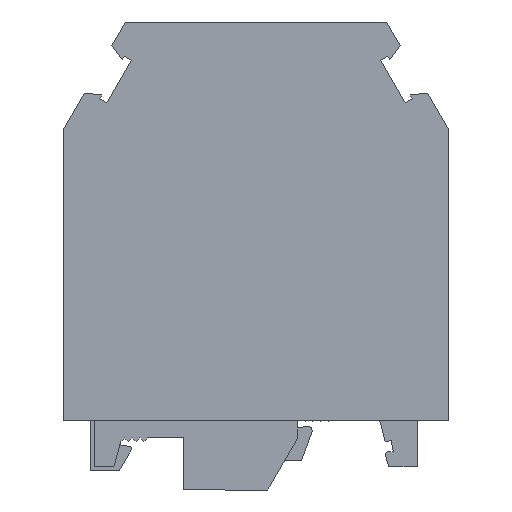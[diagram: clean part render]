
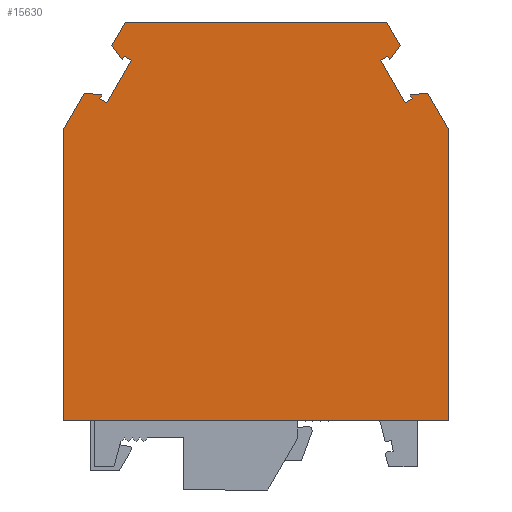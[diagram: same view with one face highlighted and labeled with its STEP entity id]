
A CAD part, left-side view. The second image highlights one B-rep face of the part: STEP entity #15630.
In plain terms, the highlighted face is planar.
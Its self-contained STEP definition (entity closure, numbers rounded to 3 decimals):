
#13610=CARTESIAN_POINT('',(22.339,33.053,-3.2));
#13620=VERTEX_POINT('',#13610);
#13650=CARTESIAN_POINT('',(57.549,-27.932,
-3.2));
#13660=DIRECTION('',(0.5,-0.866,
0.));
#13670=VECTOR('',#13660,1.);
#13680=LINE('',#13650,#13670);
#13690=CARTESIAN_POINT('',(25.,28.444,-3.2));
#13700=VERTEX_POINT('',#13690);
#13710=EDGE_CURVE('',#13620,#13700,#13680,.T.);
#13890=CARTESIAN_POINT('',(-27.809,-27.932,-3.2));
#13900=DIRECTION('',(0.,0.,-1.));
#13910=DIRECTION('',(-1.,0.,0.));
#13920=AXIS2_PLACEMENT_3D('',#13890,#13900,#13910);
#13930=PLANE('',#13920);
#13940=CARTESIAN_POINT('',(-27.809,-9.5,-3.2));
#13950=DIRECTION('',(-1.,0.,0.));
#13960=VECTOR('',#13950,1.);
#13970=LINE('',#13940,#13960);
#13980=CARTESIAN_POINT('',(25.,-9.5,-3.2));
#13990=VERTEX_POINT('',#13980);
#14000=CARTESIAN_POINT('',(-25.,-9.5,-3.2));
#14010=VERTEX_POINT('',#14000);
#14020=EDGE_CURVE('',#13990,#14010,#13970,.T.);
#14030=ORIENTED_EDGE('',*,*,#14020,.T.);
#14040=CARTESIAN_POINT('',(25.,-27.932,-3.2));
#14050=DIRECTION('',(0.,-1.,0.));
#14060=VECTOR('',#14050,1.);
#14070=LINE('',#14040,#14060);
#14080=EDGE_CURVE('',#13700,#13990,#14070,.T.);
#14090=ORIENTED_EDGE('',*,*,#14080,.T.);
#14100=ORIENTED_EDGE('',*,*,#13710,.T.);
#14110=CARTESIAN_POINT('',(-27.809,27.537,-3.2));
#14120=DIRECTION('',(0.994,0.109,
0.));
#14130=VECTOR('',#14120,1.);
#14140=LINE('',#14110,#14130);
#14150=CARTESIAN_POINT('',(20.053,32.802,-3.2));
#14160=VERTEX_POINT('',#14150);
#14170=EDGE_CURVE('',#14160,#13620,#14140,.T.);
#14180=ORIENTED_EDGE('',*,*,#14170,.T.);
#14190=CARTESIAN_POINT('',(55.118,-27.932,
-3.2));
#14200=DIRECTION('',(-0.5,0.866,
0.));
#14210=VECTOR('',#14200,1.);
#14220=LINE('',#14190,#14210);
#14230=CARTESIAN_POINT('',(20.317,32.345,-3.2));
#14240=VERTEX_POINT('',#14230);
#14250=EDGE_CURVE('',#14240,#14160,#14220,.T.);
#14260=ORIENTED_EDGE('',*,*,#14250,.T.);
#14270=CARTESIAN_POINT('',(-27.809,4.559,-3.2));
#14280=DIRECTION('',(0.866,0.5,
0.));
#14290=VECTOR('',#14280,1.);
#14300=LINE('',#14270,#14290);
#14310=CARTESIAN_POINT('',(19.39,31.81,-3.2));
#14320=VERTEX_POINT('',#14310);
#14330=EDGE_CURVE('',#14320,#14240,#14300,.T.);
#14340=ORIENTED_EDGE('',*,*,#14330,.T.);
#14350=CARTESIAN_POINT('',(53.882,-27.932,
-3.2));
#14360=DIRECTION('',(0.5,-0.866,
0.));
#14370=VECTOR('',#14360,1.);
#14380=LINE('',#14350,#14370);
#14390=CARTESIAN_POINT('',(16.228,37.287,-3.2));
#14400=VERTEX_POINT('',#14390);
#14410=EDGE_CURVE('',#14400,#14320,#14380,.T.);
#14420=ORIENTED_EDGE('',*,*,#14410,.T.);
#14430=CARTESIAN_POINT('',(-27.809,11.862,-3.2));
#14440=DIRECTION('',(-0.866,-0.5,
0.));
#14450=VECTOR('',#14440,1.);
#14460=LINE('',#14430,#14450);
#14470=CARTESIAN_POINT('',(17.155,37.822,-3.2));
#14480=VERTEX_POINT('',#14470);
#14490=EDGE_CURVE('',#14480,#14400,#14460,.T.);
#14500=ORIENTED_EDGE('',*,*,#14490,.T.);
#14510=CARTESIAN_POINT('',(55.118,-27.932,
-3.2));
#14520=DIRECTION('',(-0.5,0.866,
0.));
#14530=VECTOR('',#14520,1.);
#14540=LINE('',#14510,#14530);
#14550=CARTESIAN_POINT('',(17.419,37.365,-3.2));
#14560=VERTEX_POINT('',#14550);
#14570=EDGE_CURVE('',#14560,#14480,#14540,.T.);
#14580=ORIENTED_EDGE('',*,*,#14570,.T.);
#14590=CARTESIAN_POINT('',(-30.506,-27.932,-3.2));
#14600=DIRECTION('',(-0.592,-0.806,
0.));
#14610=VECTOR('',#14600,1.);
#14620=LINE('',#14590,#14610);
#14630=CARTESIAN_POINT('',(18.779,39.219,-3.2));
#14640=VERTEX_POINT('',#14630);
#14650=EDGE_CURVE('',#14640,#14560,#14620,.T.);
#14660=ORIENTED_EDGE('',*,*,#14650,.T.);
#14670=CARTESIAN_POINT('',(57.549,-27.932,
-3.2));
#14680=DIRECTION('',(0.5,-0.866,
0.));
#14690=VECTOR('',#14680,1.);
#14700=LINE('',#14670,#14690);
#14710=CARTESIAN_POINT('',(17.,42.3,-3.2));
#14720=VERTEX_POINT('',#14710);
#14730=EDGE_CURVE('',#14720,#14640,#14700,.T.);
#14740=ORIENTED_EDGE('',*,*,#14730,.T.);
#14750=CARTESIAN_POINT('',(-27.809,42.3,-3.2));
#14760=DIRECTION('',(1.,0.,0.));
#14770=VECTOR('',#14760,1.);
#14780=LINE('',#14750,#14770);
#14790=CARTESIAN_POINT('',(-17.,42.3,-3.2));
#14800=VERTEX_POINT('',#14790);
#14810=EDGE_CURVE('',#14800,#14720,#14780,.T.);
#14820=ORIENTED_EDGE('',*,*,#14810,.T.);
#14830=CARTESIAN_POINT('',(-57.549,-27.932,-3.2));
#14840=DIRECTION('',(0.5,0.866,
0.));
#14850=VECTOR('',#14840,1.);
#14860=LINE('',#14830,#14850);
#14870=CARTESIAN_POINT('',(-18.779,39.219,-3.2));
#14880=VERTEX_POINT('',#14870);
#14890=EDGE_CURVE('',#14880,#14800,#14860,.T.);
#14900=ORIENTED_EDGE('',*,*,#14890,.T.);
#14910=CARTESIAN_POINT('',(30.506,-27.932,
-3.2));
#14920=DIRECTION('',(-0.592,0.806,
0.));
#14930=VECTOR('',#14920,1.);
#14940=LINE('',#14910,#14930);
#14950=CARTESIAN_POINT('',(-17.419,37.365,-3.2));
#14960=VERTEX_POINT('',#14950);
#14970=EDGE_CURVE('',#14960,#14880,#14940,.T.);
#14980=ORIENTED_EDGE('',*,*,#14970,.T.);
#14990=CARTESIAN_POINT('',(-55.118,-27.932,-3.2));
#15000=DIRECTION('',(-0.5,-0.866,
0.));
#15010=VECTOR('',#15000,1.);
#15020=LINE('',#14990,#15010);
#15030=CARTESIAN_POINT('',(-17.155,37.822,-3.2));
#15040=VERTEX_POINT('',#15030);
#15050=EDGE_CURVE('',#15040,#14960,#15020,.T.);
#15060=ORIENTED_EDGE('',*,*,#15050,.T.);
#15070=CARTESIAN_POINT('',(-27.809,43.974,-3.2));
#15080=DIRECTION('',(-0.866,0.5,
0.));
#15090=VECTOR('',#15080,1.);
#15100=LINE('',#15070,#15090);
#15110=CARTESIAN_POINT('',(-16.228,37.287,-3.2));
#15120=VERTEX_POINT('',#15110);
#15130=EDGE_CURVE('',#15120,#15040,#15100,.T.);
#15140=ORIENTED_EDGE('',*,*,#15130,.T.);
#15150=CARTESIAN_POINT('',(-53.882,-27.932,-3.2));
#15160=DIRECTION('',(0.5,0.866,
0.));
#15170=VECTOR('',#15160,1.);
#15180=LINE('',#15150,#15170);
#15190=CARTESIAN_POINT('',(-19.39,31.81,-3.2));
#15200=VERTEX_POINT('',#15190);
#15210=EDGE_CURVE('',#15200,#15120,#15180,.T.);
#15220=ORIENTED_EDGE('',*,*,#15210,.T.);
#15230=CARTESIAN_POINT('',(-27.809,36.67,-3.2));
#15240=DIRECTION('',(0.866,-0.5,
0.));
#15250=VECTOR('',#15240,1.);
#15260=LINE('',#15230,#15250);
#15270=CARTESIAN_POINT('',(-20.317,32.345,-3.2));
#15280=VERTEX_POINT('',#15270);
#15290=EDGE_CURVE('',#15280,#15200,#15260,.T.);
#15300=ORIENTED_EDGE('',*,*,#15290,.T.);
#15310=CARTESIAN_POINT('',(-55.118,-27.932,-3.2));
#15320=DIRECTION('',(-0.5,-0.866,
0.));
#15330=VECTOR('',#15320,1.);
#15340=LINE('',#15310,#15330);
#15350=CARTESIAN_POINT('',(-20.053,32.802,-3.2));
#15360=VERTEX_POINT('',#15350);
#15370=EDGE_CURVE('',#15360,#15280,#15340,.T.);
#15380=ORIENTED_EDGE('',*,*,#15370,.T.);
#15390=CARTESIAN_POINT('',(-27.809,33.655,-3.2));
#15400=DIRECTION('',(0.994,-0.109,
0.));
#15410=VECTOR('',#15400,1.);
#15420=LINE('',#15390,#15410);
#15430=CARTESIAN_POINT('',(-22.339,33.053,-3.2));
#15440=VERTEX_POINT('',#15430);
#15450=EDGE_CURVE('',#15440,#15360,#15420,.T.);
#15460=ORIENTED_EDGE('',*,*,#15450,.T.);
#15470=CARTESIAN_POINT('',(-57.549,-27.932,-3.2));
#15480=DIRECTION('',(0.5,0.866,
0.));
#15490=VECTOR('',#15480,1.);
#15500=LINE('',#15470,#15490);
#15510=CARTESIAN_POINT('',(-25.,28.444,-3.2));
#15520=VERTEX_POINT('',#15510);
#15530=EDGE_CURVE('',#15520,#15440,#15500,.T.);
#15540=ORIENTED_EDGE('',*,*,#15530,.T.);
#15550=CARTESIAN_POINT('',(-25.,-27.932,-3.2));
#15560=DIRECTION('',(0.,1.,0.));
#15570=VECTOR('',#15560,1.);
#15580=LINE('',#15550,#15570);
#15590=EDGE_CURVE('',#14010,#15520,#15580,.T.);
#15600=ORIENTED_EDGE('',*,*,#15590,.T.);
#15610=EDGE_LOOP('',(#15600,#15540,#15460,#15380,#15300,#15220,#15140,
#15060,#14980,#14900,#14820,#14740,#14660,#14580,#14500,#14420,#14340,
#14260,#14180,#14100,#14090,#14030));
#15620=FACE_OUTER_BOUND('',#15610,.T.);
#15630=ADVANCED_FACE('',(#15620),#13930,.T.);
